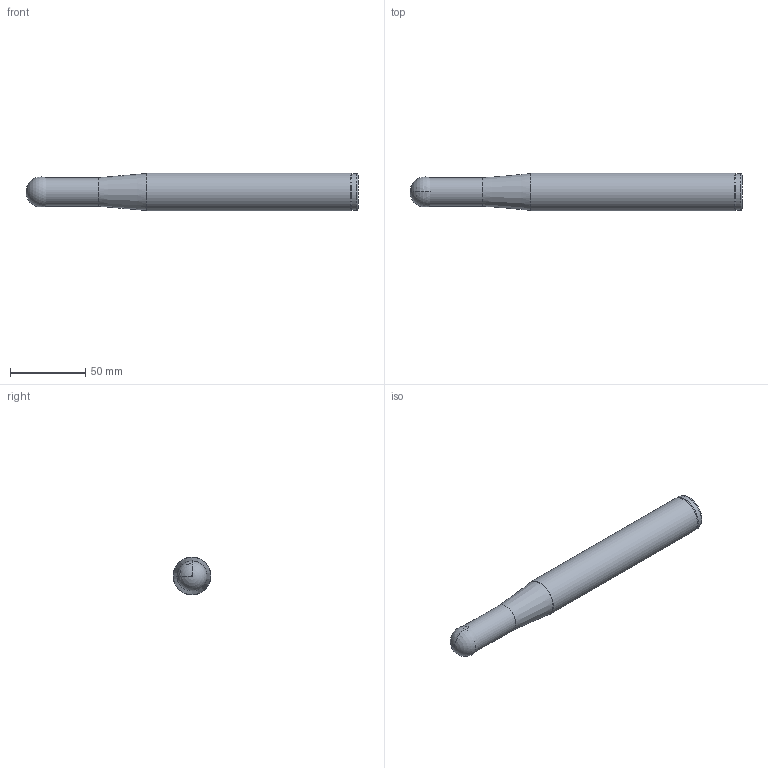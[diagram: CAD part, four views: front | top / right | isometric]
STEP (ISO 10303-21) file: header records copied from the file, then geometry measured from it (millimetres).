
FILE_DESCRIPTION(/* description */ (''),/* implementation_level */ '2;1');
FILE_NAME(/* name */ 'APMR-RO20-D20-C25-L220.stp',/* time_stamp */ '2023-10-02T09:56:23+03:00',/* author */ (''),/* organization */ (''),/* preprocessor_version */ 'ST-DEVELOPER v19.4',/* originating_system */ 'SIEMENS PLM Software NX2306.5001',/* authorisation */ '');
FILE_SCHEMA (('AUTOMOTIVE_DESIGN { 1 0 10303 214 3 1 1 1 }'));
Length unit declared in the file: millimetre
Products named in the file (1): APMR-RO20-D20-C25-L220-LIGHT_x_t_objects
Bounding box: 220 x 25 x 25 mm (x, y, z)
Volume: 97137.3 mm3; surface area: 17715.8 mm2
Topology: 2 solids, 2 shells, 13 faces, 25 edges, 14 vertices
Faces by surface type: cylinder 5, sphere 3, plane 2, cone 2, torus 1
Full cylindrical faces by diameter (mm): 18.9 x1, 24.5 x1, 25 x1
Entity records: 318 total; most frequent: DIRECTION 58, CARTESIAN_POINT 42, ORIENTED_EDGE 32, AXIS2_PLACEMENT_3D 28, EDGE_LOOP 20, EDGE_CURVE 16, FACE_BOUND 14, CIRCLE 14
